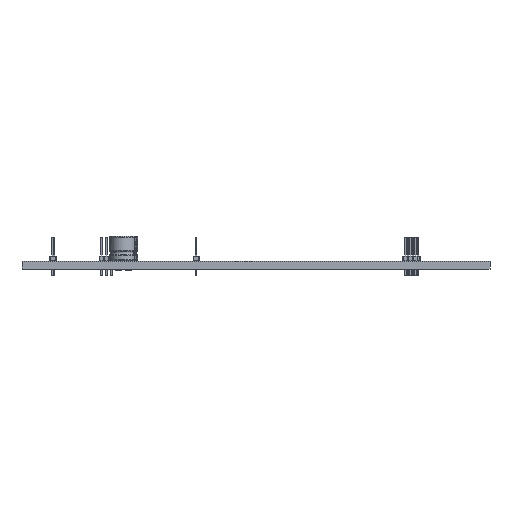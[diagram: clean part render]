
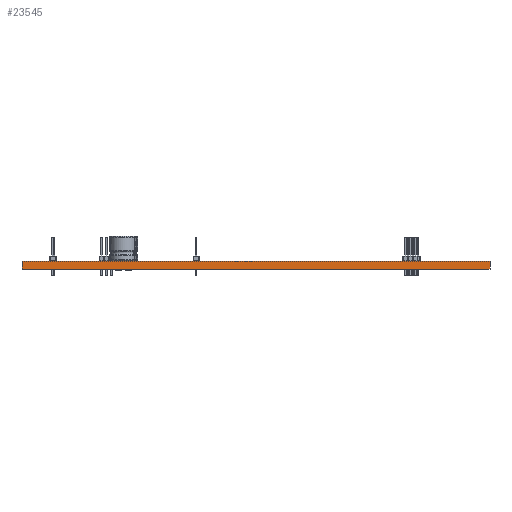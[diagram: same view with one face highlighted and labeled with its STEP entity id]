
A CAD part, front view. The second image highlights one B-rep face of the part: STEP entity #23545.
In plain terms, the highlighted planar face has unit normal (0, -1, 0).
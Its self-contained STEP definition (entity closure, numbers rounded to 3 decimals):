
#17238 = PLANE('',#17239);
#17239 = AXIS2_PLACEMENT_3D('',#17240,#17241,#17242);
#17240 = CARTESIAN_POINT('',(142.341,-81.706,1.6));
#17241 = DIRECTION('',(-0.,-0.,-1.));
#17242 = DIRECTION('',(-1.,0.,0.));
#17292 = PLANE('',#17293);
#17293 = AXIS2_PLACEMENT_3D('',#17294,#17295,#17296);
#17294 = CARTESIAN_POINT('',(142.341,-81.706,0.));
#17295 = DIRECTION('',(-0.,-0.,-1.));
#17296 = DIRECTION('',(-1.,0.,0.));
#17709 = VERTEX_POINT('',#17710);
#17710 = CARTESIAN_POINT('',(189.621,-130.02,0.));
#17724 = PLANE('',#17725);
#17725 = AXIS2_PLACEMENT_3D('',#17726,#17727,#17728);
#17726 = CARTESIAN_POINT('',(189.621,-69.02,0.));
#17727 = DIRECTION('',(1.,0.,-0.));
#17728 = DIRECTION('',(0.,-1.,0.));
#17736 = EDGE_CURVE('',#17709,#17737,#17739,.T.);
#17737 = VERTEX_POINT('',#17738);
#17738 = CARTESIAN_POINT('',(95.621,-130.02,0.));
#17739 = SURFACE_CURVE('',#17740,(#17744,#17751),.PCURVE_S1.);
#17740 = LINE('',#17741,#17742);
#17741 = CARTESIAN_POINT('',(189.621,-130.02,0.));
#17742 = VECTOR('',#17743,1.);
#17743 = DIRECTION('',(-1.,0.,0.));
#17744 = PCURVE('',#17292,#17745);
#17745 = DEFINITIONAL_REPRESENTATION('',(#17746),#17750);
#17746 = LINE('',#17747,#17748);
#17747 = CARTESIAN_POINT('',(-47.28,-48.314));
#17748 = VECTOR('',#17749,1.);
#17749 = DIRECTION('',(1.,0.));
#17750 = ( GEOMETRIC_REPRESENTATION_CONTEXT(2) 
PARAMETRIC_REPRESENTATION_CONTEXT() REPRESENTATION_CONTEXT('2D SPACE',''
  ) );
#17751 = PCURVE('',#17752,#17757);
#17752 = PLANE('',#17753);
#17753 = AXIS2_PLACEMENT_3D('',#17754,#17755,#17756);
#17754 = CARTESIAN_POINT('',(189.621,-130.02,0.));
#17755 = DIRECTION('',(0.,-1.,0.));
#17756 = DIRECTION('',(-1.,0.,0.));
#17757 = DEFINITIONAL_REPRESENTATION('',(#17758),#17762);
#17758 = LINE('',#17759,#17760);
#17759 = CARTESIAN_POINT('',(0.,-0.));
#17760 = VECTOR('',#17761,1.);
#17761 = DIRECTION('',(1.,0.));
#17762 = ( GEOMETRIC_REPRESENTATION_CONTEXT(2) 
PARAMETRIC_REPRESENTATION_CONTEXT() REPRESENTATION_CONTEXT('2D SPACE',''
  ) );
#17780 = PLANE('',#17781);
#17781 = AXIS2_PLACEMENT_3D('',#17782,#17783,#17784);
#17782 = CARTESIAN_POINT('',(95.621,-130.02,0.));
#17783 = DIRECTION('',(-1.,0.,0.));
#17784 = DIRECTION('',(0.,1.,0.));
#20782 = VERTEX_POINT('',#20783);
#20783 = CARTESIAN_POINT('',(189.621,-130.02,1.6));
#20804 = EDGE_CURVE('',#20782,#20805,#20807,.T.);
#20805 = VERTEX_POINT('',#20806);
#20806 = CARTESIAN_POINT('',(95.621,-130.02,1.6));
#20807 = SURFACE_CURVE('',#20808,(#20812,#20819),.PCURVE_S1.);
#20808 = LINE('',#20809,#20810);
#20809 = CARTESIAN_POINT('',(189.621,-130.02,1.6));
#20810 = VECTOR('',#20811,1.);
#20811 = DIRECTION('',(-1.,0.,0.));
#20812 = PCURVE('',#17238,#20813);
#20813 = DEFINITIONAL_REPRESENTATION('',(#20814),#20818);
#20814 = LINE('',#20815,#20816);
#20815 = CARTESIAN_POINT('',(-47.28,-48.314));
#20816 = VECTOR('',#20817,1.);
#20817 = DIRECTION('',(1.,0.));
#20818 = ( GEOMETRIC_REPRESENTATION_CONTEXT(2) 
PARAMETRIC_REPRESENTATION_CONTEXT() REPRESENTATION_CONTEXT('2D SPACE',''
  ) );
#20819 = PCURVE('',#17752,#20820);
#20820 = DEFINITIONAL_REPRESENTATION('',(#20821),#20825);
#20821 = LINE('',#20822,#20823);
#20822 = CARTESIAN_POINT('',(0.,-1.6));
#20823 = VECTOR('',#20824,1.);
#20824 = DIRECTION('',(1.,0.));
#20825 = ( GEOMETRIC_REPRESENTATION_CONTEXT(2) 
PARAMETRIC_REPRESENTATION_CONTEXT() REPRESENTATION_CONTEXT('2D SPACE',''
  ) );
#23495 = EDGE_CURVE('',#17737,#20805,#23496,.T.);
#23496 = SURFACE_CURVE('',#23497,(#23501,#23508),.PCURVE_S1.);
#23497 = LINE('',#23498,#23499);
#23498 = CARTESIAN_POINT('',(95.621,-130.02,0.));
#23499 = VECTOR('',#23500,1.);
#23500 = DIRECTION('',(0.,0.,1.));
#23501 = PCURVE('',#17780,#23502);
#23502 = DEFINITIONAL_REPRESENTATION('',(#23503),#23507);
#23503 = LINE('',#23504,#23505);
#23504 = CARTESIAN_POINT('',(0.,0.));
#23505 = VECTOR('',#23506,1.);
#23506 = DIRECTION('',(0.,-1.));
#23507 = ( GEOMETRIC_REPRESENTATION_CONTEXT(2) 
PARAMETRIC_REPRESENTATION_CONTEXT() REPRESENTATION_CONTEXT('2D SPACE',''
  ) );
#23508 = PCURVE('',#17752,#23509);
#23509 = DEFINITIONAL_REPRESENTATION('',(#23510),#23514);
#23510 = LINE('',#23511,#23512);
#23511 = CARTESIAN_POINT('',(94.,0.));
#23512 = VECTOR('',#23513,1.);
#23513 = DIRECTION('',(0.,-1.));
#23514 = ( GEOMETRIC_REPRESENTATION_CONTEXT(2) 
PARAMETRIC_REPRESENTATION_CONTEXT() REPRESENTATION_CONTEXT('2D SPACE',''
  ) );
#23545 = ADVANCED_FACE('',(#23546),#17752,.T.);
#23546 = FACE_BOUND('',#23547,.T.);
#23547 = EDGE_LOOP('',(#23548,#23569,#23570,#23571));
#23548 = ORIENTED_EDGE('',*,*,#23549,.T.);
#23549 = EDGE_CURVE('',#17709,#20782,#23550,.T.);
#23550 = SURFACE_CURVE('',#23551,(#23555,#23562),.PCURVE_S1.);
#23551 = LINE('',#23552,#23553);
#23552 = CARTESIAN_POINT('',(189.621,-130.02,0.));
#23553 = VECTOR('',#23554,1.);
#23554 = DIRECTION('',(0.,0.,1.));
#23555 = PCURVE('',#17752,#23556);
#23556 = DEFINITIONAL_REPRESENTATION('',(#23557),#23561);
#23557 = LINE('',#23558,#23559);
#23558 = CARTESIAN_POINT('',(0.,-0.));
#23559 = VECTOR('',#23560,1.);
#23560 = DIRECTION('',(0.,-1.));
#23561 = ( GEOMETRIC_REPRESENTATION_CONTEXT(2) 
PARAMETRIC_REPRESENTATION_CONTEXT() REPRESENTATION_CONTEXT('2D SPACE',''
  ) );
#23562 = PCURVE('',#17724,#23563);
#23563 = DEFINITIONAL_REPRESENTATION('',(#23564),#23568);
#23564 = LINE('',#23565,#23566);
#23565 = CARTESIAN_POINT('',(61.,0.));
#23566 = VECTOR('',#23567,1.);
#23567 = DIRECTION('',(0.,-1.));
#23568 = ( GEOMETRIC_REPRESENTATION_CONTEXT(2) 
PARAMETRIC_REPRESENTATION_CONTEXT() REPRESENTATION_CONTEXT('2D SPACE',''
  ) );
#23569 = ORIENTED_EDGE('',*,*,#20804,.T.);
#23570 = ORIENTED_EDGE('',*,*,#23495,.F.);
#23571 = ORIENTED_EDGE('',*,*,#17736,.F.);
